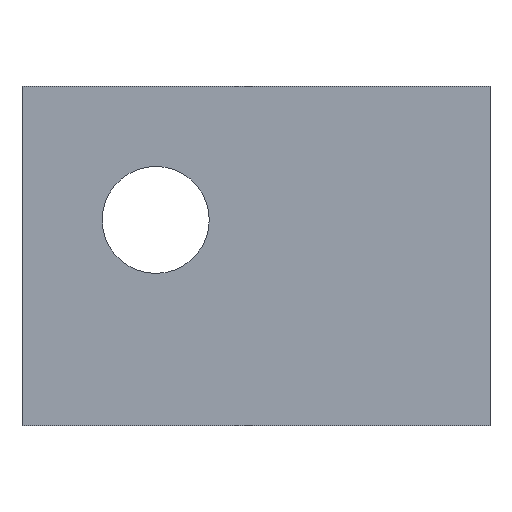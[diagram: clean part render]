
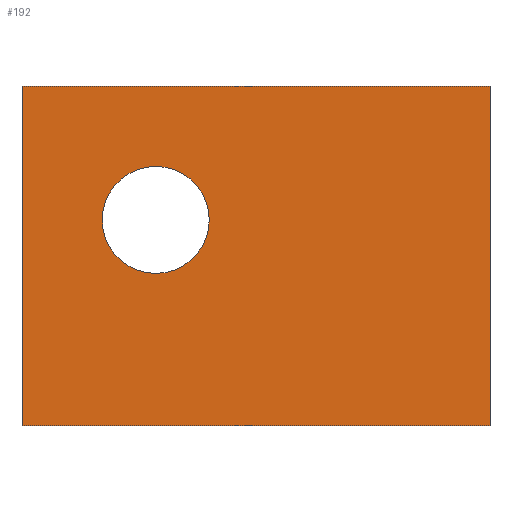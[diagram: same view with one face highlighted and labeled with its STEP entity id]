
A CAD part, left-side view. The second image highlights one B-rep face of the part: STEP entity #192.
In plain terms, the highlighted planar face has unit normal (-1, 0, 0).
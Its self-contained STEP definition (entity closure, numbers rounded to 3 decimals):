
#16 = VERTEX_POINT ( 'NONE', #41 ) ;
#17 = VERTEX_POINT ( 'NONE', #59 ) ;
#21 = VERTEX_POINT ( 'NONE', #61 ) ;
#35 = VERTEX_POINT ( 'NONE', #60 ) ;
#41 = CARTESIAN_POINT ( 'NONE',  ( 0., 0., 0. ) ) ;
#43 = VERTEX_POINT ( 'NONE', #194 ) ;
#59 = CARTESIAN_POINT ( 'NONE',  ( 0., 0., -101.6 ) ) ;
#60 = CARTESIAN_POINT ( 'NONE',  ( 0., 100., -24. ) ) ;
#61 = CARTESIAN_POINT ( 'NONE',  ( 0., 140., -101.6 ) ) ;
#67 = AXIS2_PLACEMENT_3D ( 'NONE', #228, #233, #234 ) ;
#76 = EDGE_CURVE ( 'NONE', #17, #16, #118, .T. ) ;
#79 = EDGE_CURVE ( 'NONE', #35, #86, #125, .T. ) ;
#80 = EDGE_CURVE ( 'NONE', #43, #16, #124, .T. ) ;
#81 = EDGE_CURVE ( 'NONE', #21, #17, #126, .T. ) ;
#82 = EDGE_CURVE ( 'NONE', #86, #35, #128, .T. ) ;
#83 = EDGE_CURVE ( 'NONE', #21, #43, #105, .T. ) ;
#86 = VERTEX_POINT ( 'NONE', #232 ) ;
#93 = AXIS2_PLACEMENT_3D ( 'NONE', #220, #226, #227 ) ;
#105 = LINE ( 'NONE', #236, #129 ) ;
#118 = LINE ( 'NONE', #218, #119 ) ;
#119 = VECTOR ( 'NONE', #219, 1000. ) ;
#121 = VECTOR ( 'NONE', #229, 1000. ) ;
#124 = LINE ( 'NONE', #223, #121 ) ;
#125 = CIRCLE ( 'NONE', #93, 16. ) ;
#126 = LINE ( 'NONE', #230, #127 ) ;
#127 = VECTOR ( 'NONE', #231, 1000. ) ;
#128 = CIRCLE ( 'NONE', #67, 16. ) ;
#129 = VECTOR ( 'NONE', #237, 1000. ) ;
#131 = FACE_BOUND ( 'NONE', #149, .T. ) ;
#132 = FACE_OUTER_BOUND ( 'NONE', #142, .T. ) ;
#135 = AXIS2_PLACEMENT_3D ( 'NONE', #241, #243, #244 ) ;
#142 = EDGE_LOOP ( 'NONE', ( #294, #288, #296, #300 ) ) ;
#149 = EDGE_LOOP ( 'NONE', ( #293, #299 ) ) ;
#192 = ADVANCED_FACE ( 'NONE', ( #131, #132 ), #242, .F. ) ;
#194 = CARTESIAN_POINT ( 'NONE',  ( 0., 140., 0. ) ) ;
#218 = CARTESIAN_POINT ( 'NONE',  ( 0., 0., 0. ) ) ;
#219 = DIRECTION ( 'NONE',  ( 0., 0., 1. ) ) ;
#220 = CARTESIAN_POINT ( 'NONE',  ( 0., 100., -40. ) ) ;
#223 = CARTESIAN_POINT ( 'NONE',  ( 0., 140., 0. ) ) ;
#226 = DIRECTION ( 'NONE',  ( 1., 0., 0. ) ) ;
#227 = DIRECTION ( 'NONE',  ( 0., 0., -1. ) ) ;
#228 = CARTESIAN_POINT ( 'NONE',  ( 0., 100., -40. ) ) ;
#229 = DIRECTION ( 'NONE',  ( 0., -1., 0. ) ) ;
#230 = CARTESIAN_POINT ( 'NONE',  ( 0., 140., -101.6 ) ) ;
#231 = DIRECTION ( 'NONE',  ( 0., -1., 0. ) ) ;
#232 = CARTESIAN_POINT ( 'NONE',  ( 0., 100., -56. ) ) ;
#233 = DIRECTION ( 'NONE',  ( 1., 0., 0. ) ) ;
#234 = DIRECTION ( 'NONE',  ( 0., 0., -1. ) ) ;
#236 = CARTESIAN_POINT ( 'NONE',  ( 0., 140., 0. ) ) ;
#237 = DIRECTION ( 'NONE',  ( 0., 0., 1. ) ) ;
#241 = CARTESIAN_POINT ( 'NONE',  ( 0., 140., 0. ) ) ;
#242 = PLANE ( 'NONE',  #135 ) ;
#243 = DIRECTION ( 'NONE',  ( 1., 0., 0. ) ) ;
#244 = DIRECTION ( 'NONE',  ( 0., 0., -1. ) ) ;
#288 = ORIENTED_EDGE ( 'NONE', *, *, #80, .F. ) ;
#293 = ORIENTED_EDGE ( 'NONE', *, *, #82, .T. ) ;
#294 = ORIENTED_EDGE ( 'NONE', *, *, #76, .T. ) ;
#296 = ORIENTED_EDGE ( 'NONE', *, *, #83, .F. ) ;
#299 = ORIENTED_EDGE ( 'NONE', *, *, #79, .T. ) ;
#300 = ORIENTED_EDGE ( 'NONE', *, *, #81, .T. ) ;
